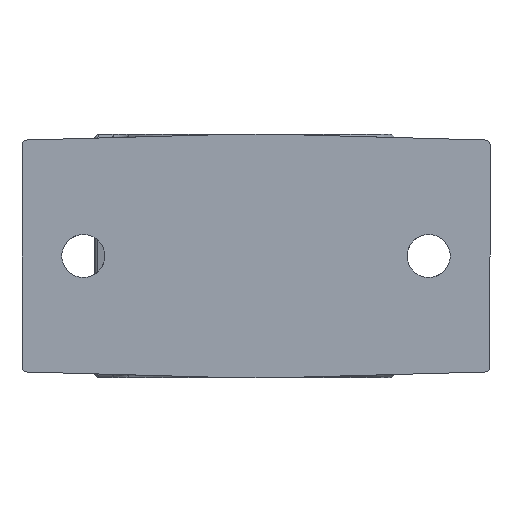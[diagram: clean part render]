
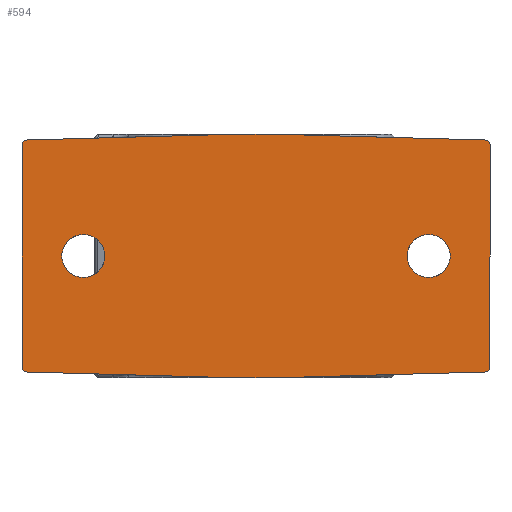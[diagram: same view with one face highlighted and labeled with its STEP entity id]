
A CAD part, front view. The second image highlights one B-rep face of the part: STEP entity #594.
In plain terms, the highlighted planar face has unit normal (0, -1, 0).
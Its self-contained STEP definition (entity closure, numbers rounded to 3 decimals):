
#17 = EDGE_CURVE ( 'NONE', #1700, #2486, #1388, .T. ) ;
#32 = CARTESIAN_POINT ( 'NONE',  ( 6.25, -69., 26.75 ) ) ;
#35 = DIRECTION ( 'NONE',  ( 0., -1., 0. ) ) ;
#60 = ORIENTED_EDGE ( 'NONE', *, *, #631, .F. ) ;
#87 = EDGE_CURVE ( 'NONE', #2075, #2010, #1687, .T. ) ;
#93 = ORIENTED_EDGE ( 'NONE', *, *, #1351, .T. ) ;
#101 = DIRECTION ( 'NONE',  ( 0., 0., -1. ) ) ;
#124 = EDGE_CURVE ( 'NONE', #2202, #2226, #2294, .T. ) ;
#139 = EDGE_CURVE ( 'NONE', #2226, #1690, #292, .T. ) ;
#160 = DIRECTION ( 'NONE',  ( 0., 0., -1. ) ) ;
#188 = VERTEX_POINT ( 'NONE', #1164 ) ;
#198 = VERTEX_POINT ( 'NONE', #2379 ) ;
#205 = VECTOR ( 'NONE', #217, 1000. ) ;
#212 = CARTESIAN_POINT ( 'NONE',  ( -6.25, -69., -26.75 ) ) ;
#213 = CARTESIAN_POINT ( 'NONE',  ( -50.5, -69., 24.527 ) ) ;
#217 = DIRECTION ( 'NONE',  ( -1., 0., 0.028 ) ) ;
#229 = VERTEX_POINT ( 'NONE', #1990 ) ;
#256 = DIRECTION ( 'NONE',  ( 0., 0., 1. ) ) ;
#271 = AXIS2_PLACEMENT_3D ( 'NONE', #1419, #1381, #160 ) ;
#292 = LINE ( 'NONE', #1244, #708 ) ;
#293 = DIRECTION ( 'NONE',  ( 0., -1., 0. ) ) ;
#295 = EDGE_CURVE ( 'NONE', #229, #1669, #1175, .T. ) ;
#303 = DIRECTION ( 'NONE',  ( 0., 0., -1. ) ) ;
#307 = AXIS2_PLACEMENT_3D ( 'NONE', #1909, #293, #303 ) ;
#336 = DIRECTION ( 'NONE',  ( 0., 0., -1. ) ) ;
#386 = CARTESIAN_POINT ( 'NONE',  ( 6.25, -69., 26.75 ) ) ;
#396 = AXIS2_PLACEMENT_3D ( 'NONE', #1623, #623, #633 ) ;
#403 = DIRECTION ( 'NONE',  ( 0., -1., 0. ) ) ;
#407 = DIRECTION ( 'NONE',  ( 1., 0., 0.028 ) ) ;
#412 = FACE_BOUND ( 'NONE', #1109, .T. ) ;
#427 = CARTESIAN_POINT ( 'NONE',  ( 6.25, -69., 26.75 ) ) ;
#433 = CARTESIAN_POINT ( 'NONE',  ( 38., -69., 0. ) ) ;
#440 = DIRECTION ( 'NONE',  ( -1., 0., 0. ) ) ;
#446 = ORIENTED_EDGE ( 'NONE', *, *, #17, .T. ) ;
#481 = CARTESIAN_POINT ( 'NONE',  ( 51.5, -69., 25.5 ) ) ;
#505 = EDGE_CURVE ( 'NONE', #1299, #188, #2106, .T. ) ;
#579 = AXIS2_PLACEMENT_3D ( 'NONE', #433, #403, #1818 ) ;
#580 = ORIENTED_EDGE ( 'NONE', *, *, #2614, .T. ) ;
#585 = LINE ( 'NONE', #907, #694 ) ;
#594 = ADVANCED_FACE ( 'NONE', ( #412, #2444, #1237 ), #2066, .T. ) ;
#623 = DIRECTION ( 'NONE',  ( 0., -1., 0. ) ) ;
#628 = CARTESIAN_POINT ( 'NONE',  ( -38., -69., 4.75 ) ) ;
#631 = EDGE_CURVE ( 'NONE', #2307, #198, #2008, .T. ) ;
#633 = DIRECTION ( 'NONE',  ( 0., 0., 1. ) ) ;
#676 = DIRECTION ( 'NONE',  ( -1., 0., -0.028 ) ) ;
#694 = VECTOR ( 'NONE', #101, 1000. ) ;
#708 = VECTOR ( 'NONE', #407, 1000. ) ;
#720 = ORIENTED_EDGE ( 'NONE', *, *, #1676, .F. ) ;
#766 = ORIENTED_EDGE ( 'NONE', *, *, #1528, .T. ) ;
#798 = EDGE_CURVE ( 'NONE', #198, #2307, #1408, .T. ) ;
#806 = LINE ( 'NONE', #386, #205 ) ;
#821 = CARTESIAN_POINT ( 'NONE',  ( 0., -69., 0. ) ) ;
#834 = CARTESIAN_POINT ( 'NONE',  ( 50.528, -69., -25.527 ) ) ;
#840 = ORIENTED_EDGE ( 'NONE', *, *, #295, .F. ) ;
#883 = ORIENTED_EDGE ( 'NONE', *, *, #139, .T. ) ;
#897 = EDGE_CURVE ( 'NONE', #1218, #1299, #806, .T. ) ;
#907 = CARTESIAN_POINT ( 'NONE',  ( -51.5, -69., 25.5 ) ) ;
#972 = CARTESIAN_POINT ( 'NONE',  ( -38., -69., 0. ) ) ;
#1036 = DIRECTION ( 'NONE',  ( 0., 0., -1. ) ) ;
#1064 = CARTESIAN_POINT ( 'NONE',  ( 50.528, -69., 25.527 ) ) ;
#1070 = ORIENTED_EDGE ( 'NONE', *, *, #505, .T. ) ;
#1093 = ORIENTED_EDGE ( 'NONE', *, *, #897, .T. ) ;
#1109 = EDGE_LOOP ( 'NONE', ( #60, #2231 ) ) ;
#1164 = CARTESIAN_POINT ( 'NONE',  ( -6.25, -69., 26.75 ) ) ;
#1175 = CIRCLE ( 'NONE', #396, 4.75 ) ;
#1218 = VERTEX_POINT ( 'NONE', #1064 ) ;
#1237 = FACE_BOUND ( 'NONE', #2368, .T. ) ;
#1244 = CARTESIAN_POINT ( 'NONE',  ( 6.25, -69., -26.75 ) ) ;
#1285 = CARTESIAN_POINT ( 'NONE',  ( -51.5, -69., -24.527 ) ) ;
#1289 = VERTEX_POINT ( 'NONE', #2270 ) ;
#1299 = VERTEX_POINT ( 'NONE', #32 ) ;
#1324 = EDGE_CURVE ( 'NONE', #2019, #1218, #1798, .T. ) ;
#1342 = CIRCLE ( 'NONE', #579, 4.75 ) ;
#1346 = CARTESIAN_POINT ( 'NONE',  ( -50.528, -69., -25.527 ) ) ;
#1351 = EDGE_CURVE ( 'NONE', #2010, #1700, #585, .T. ) ;
#1361 = CARTESIAN_POINT ( 'NONE',  ( 50.5, -69., -24.527 ) ) ;
#1376 = ORIENTED_EDGE ( 'NONE', *, *, #1803, .T. ) ;
#1381 = DIRECTION ( 'NONE',  ( 0., -1., 0. ) ) ;
#1388 = CIRCLE ( 'NONE', #271, 1. ) ;
#1408 = CIRCLE ( 'NONE', #1945, 4.75 ) ;
#1419 = CARTESIAN_POINT ( 'NONE',  ( -50.5, -69., -24.527 ) ) ;
#1420 = VECTOR ( 'NONE', #440, 1000. ) ;
#1439 = VECTOR ( 'NONE', #1801, 1000. ) ;
#1467 = CARTESIAN_POINT ( 'NONE',  ( -6.25, -69., 26.75 ) ) ;
#1528 = EDGE_CURVE ( 'NONE', #2486, #2202, #2043, .T. ) ;
#1545 = DIRECTION ( 'NONE',  ( 0., -1., 0. ) ) ;
#1549 = CARTESIAN_POINT ( 'NONE',  ( -38., -69., 0. ) ) ;
#1562 = ORIENTED_EDGE ( 'NONE', *, *, #1716, .T. ) ;
#1620 = DIRECTION ( 'NONE',  ( 1., 0., 0. ) ) ;
#1623 = CARTESIAN_POINT ( 'NONE',  ( 38., -69., 0. ) ) ;
#1628 = ORIENTED_EDGE ( 'NONE', *, *, #1324, .T. ) ;
#1638 = CARTESIAN_POINT ( 'NONE',  ( -51.5, -69., 24.527 ) ) ;
#1639 = AXIS2_PLACEMENT_3D ( 'NONE', #1549, #2381, #336 ) ;
#1640 = DIRECTION ( 'NONE',  ( 0., 0., -1. ) ) ;
#1656 = VECTOR ( 'NONE', #256, 1000. ) ;
#1669 = VERTEX_POINT ( 'NONE', #2036 ) ;
#1676 = EDGE_CURVE ( 'NONE', #1669, #229, #1342, .T. ) ;
#1687 = CIRCLE ( 'NONE', #2138, 1. ) ;
#1690 = VERTEX_POINT ( 'NONE', #834 ) ;
#1700 = VERTEX_POINT ( 'NONE', #1285 ) ;
#1716 = EDGE_CURVE ( 'NONE', #188, #2075, #1917, .T. ) ;
#1724 = CARTESIAN_POINT ( 'NONE',  ( 6.25, -69., -26.75 ) ) ;
#1795 = DIRECTION ( 'NONE',  ( 0., 0., -1. ) ) ;
#1798 = CIRCLE ( 'NONE', #307, 1. ) ;
#1801 = DIRECTION ( 'NONE',  ( 1., 0., -0.028 ) ) ;
#1803 = EDGE_CURVE ( 'NONE', #1289, #2019, #2594, .T. ) ;
#1818 = DIRECTION ( 'NONE',  ( 0., 0., 1. ) ) ;
#1846 = CARTESIAN_POINT ( 'NONE',  ( 6.25, -69., -26.75 ) ) ;
#1865 = CARTESIAN_POINT ( 'NONE',  ( -50.528, -69., 25.527 ) ) ;
#1906 = CIRCLE ( 'NONE', #2526, 1. ) ;
#1909 = CARTESIAN_POINT ( 'NONE',  ( 50.5, -69., 24.527 ) ) ;
#1917 = LINE ( 'NONE', #1467, #1993 ) ;
#1945 = AXIS2_PLACEMENT_3D ( 'NONE', #972, #1966, #1795 ) ;
#1950 = ORIENTED_EDGE ( 'NONE', *, *, #87, .T. ) ;
#1966 = DIRECTION ( 'NONE',  ( 0., -1., 0. ) ) ;
#1988 = AXIS2_PLACEMENT_3D ( 'NONE', #821, #2046, #1640 ) ;
#1990 = CARTESIAN_POINT ( 'NONE',  ( 38., -69., -4.75 ) ) ;
#1993 = VECTOR ( 'NONE', #676, 1000. ) ;
#2008 = CIRCLE ( 'NONE', #1639, 4.75 ) ;
#2010 = VERTEX_POINT ( 'NONE', #1638 ) ;
#2019 = VERTEX_POINT ( 'NONE', #2285 ) ;
#2030 = EDGE_LOOP ( 'NONE', ( #883, #580, #1376, #1628, #1093, #1070, #1562, #1950, #93, #446, #766, #2369 ) ) ;
#2036 = CARTESIAN_POINT ( 'NONE',  ( 38., -69., 4.75 ) ) ;
#2043 = LINE ( 'NONE', #212, #1439 ) ;
#2046 = DIRECTION ( 'NONE',  ( 0., -1., 0. ) ) ;
#2066 = PLANE ( 'NONE',  #1988 ) ;
#2075 = VERTEX_POINT ( 'NONE', #1865 ) ;
#2106 = LINE ( 'NONE', #427, #1420 ) ;
#2138 = AXIS2_PLACEMENT_3D ( 'NONE', #213, #35, #1036 ) ;
#2202 = VERTEX_POINT ( 'NONE', #2333 ) ;
#2226 = VERTEX_POINT ( 'NONE', #1724 ) ;
#2231 = ORIENTED_EDGE ( 'NONE', *, *, #798, .F. ) ;
#2270 = CARTESIAN_POINT ( 'NONE',  ( 51.5, -69., -24.527 ) ) ;
#2285 = CARTESIAN_POINT ( 'NONE',  ( 51.5, -69., 24.527 ) ) ;
#2294 = LINE ( 'NONE', #1846, #2380 ) ;
#2307 = VERTEX_POINT ( 'NONE', #628 ) ;
#2333 = CARTESIAN_POINT ( 'NONE',  ( -6.25, -69., -26.75 ) ) ;
#2368 = EDGE_LOOP ( 'NONE', ( #720, #840 ) ) ;
#2369 = ORIENTED_EDGE ( 'NONE', *, *, #124, .T. ) ;
#2379 = CARTESIAN_POINT ( 'NONE',  ( -38., -69., -4.75 ) ) ;
#2380 = VECTOR ( 'NONE', #1620, 1000. ) ;
#2381 = DIRECTION ( 'NONE',  ( 0., -1., 0. ) ) ;
#2444 = FACE_OUTER_BOUND ( 'NONE', #2030, .T. ) ;
#2486 = VERTEX_POINT ( 'NONE', #1346 ) ;
#2526 = AXIS2_PLACEMENT_3D ( 'NONE', #1361, #1545, #2558 ) ;
#2558 = DIRECTION ( 'NONE',  ( 0., 0., -1. ) ) ;
#2594 = LINE ( 'NONE', #481, #1656 ) ;
#2614 = EDGE_CURVE ( 'NONE', #1690, #1289, #1906, .T. ) ;
